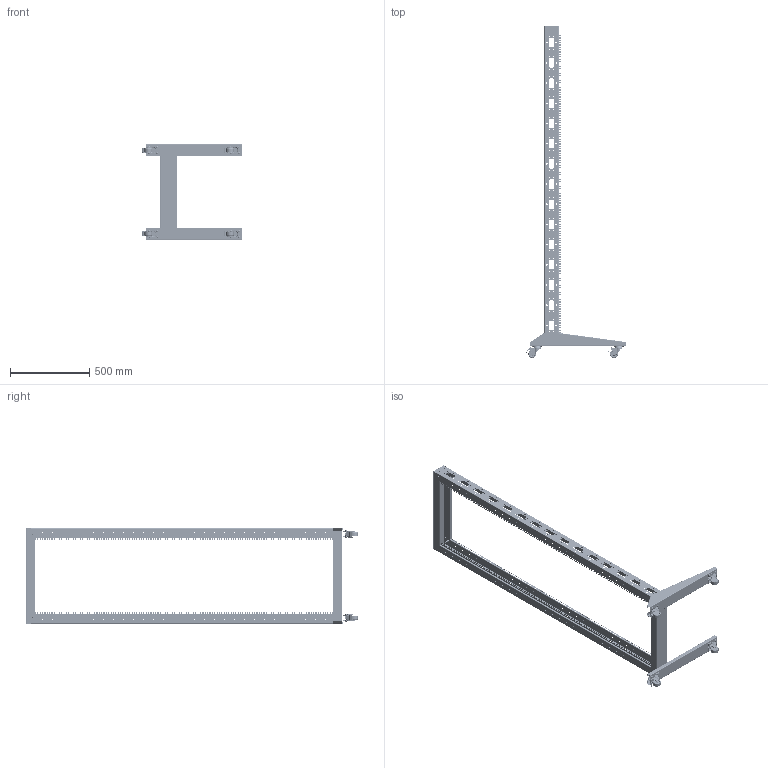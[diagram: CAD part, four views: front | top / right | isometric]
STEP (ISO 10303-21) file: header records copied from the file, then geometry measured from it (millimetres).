
FILE_DESCRIPTION (( 'STEP AP203' ), '1' );
FILE_NAME ('ÊÈÂÀ 193.00.00 ÑÁ ITK LINEA F Ñòîéêà îäíîðàìíàÿ 600õ600_42U.STEP', '2021-12-06T13:29:18', ( '' ), ( '' ), 'SwSTEP 2.0', 'SolidWorks 2017', '' );
FILE_SCHEMA (( 'CONFIG_CONTROL_DESIGN' ));
Length unit declared in the file: millimetre
Products named in the file (21): 岓臍 193.03.00-01 捘 侹蜬; ﾐ鸙韭; ÊÈÂÀ 193.01.01 Ïðîôèëü ìîíòàæíûé_42u; Hex Nut 5915_gost_ƒ ©ª  M10x1-6H.12.016 ƒŽ‘’ 5915-70; ÊÈÂÀ 193.02.00 ÑÁ Ïåðåìû÷êà; 岓臍 193.03.00 捘 侹蜬; Stud_gost_PreviewCfg; 岓臍 193.03.01-01 侹蜬; ÊÈÂÀ 193.02.01 Ïåðåìû÷êà; 砑霘馯罻 豂錒罻; 膰錼勷; Ãàéêà ôëàíöåâàÿ DIN 6923_Œ6; ÊÈÂÀ 193.00.00 ÑÁ ITK LINEA F Ñòîéêà îäíîðàìíàÿ 600õ600_42U; ÊÈÂÀ 193.01.00 ÑÁ Ïðîôèëü ìîíòàæíûé_42u; Øïèëüêà äëÿ êîíäåíñàòîðíîé ñâàðêè_Œ6å16; Ðåçüáîâàÿ çàêëåïêà ïîòàé_Œ6; Âèíò ìåáåëüíûé Din 603 8x25 îö_Œ6å20; ïëàíêà ñòîïîðà; 妈眚 镱蜞轫铋 󊬲0; 岓臍 193.03.01 侹蜬; 昜譇瘔 豂錒罻
Assembly tree (91 placements, depth 3):
  ÊÈÂÀ 193.00.00 ÑÁ ITK LINEA F Ñòîéêà îäíîðàìíàÿ 600õ600_42U
    岓臍 193.03.00 捘 侹蜬
      岓臍 193.03.01 侹蜬
      Hex Nut 5915_gost_ƒ ©ª  M10x1-6H.12.016 ƒŽ‘’ 5915-70  x2
    岓臍 193.03.00-01 捘 侹蜬
      岓臍 193.03.01-01 侹蜬
      Hex Nut 5915_gost_ƒ ©ª  M10x1-6H.12.016 ƒŽ‘’ 5915-70  x2
    ﾐ鸙韭  x4
      膰錼勷
      昜譇瘔 豂錒罻
      ïëàíêà ñòîïîðà
      砑霘馯罻 豂錒罻
      Stud_gost_PreviewCfg
    ÊÈÂÀ 193.01.00 ÑÁ Ïðîôèëü ìîíòàæíûé_42u  x2
      ÊÈÂÀ 193.01.01 Ïðîôèëü ìîíòàæíûé_42u
      Ðåçüáîâàÿ çàêëåïêà ïîòàé_Œ6
      Øïèëüêà äëÿ êîíäåíñàòîðíîé ñâàðêè_Œ6å16
    ÊÈÂÀ 193.02.00 ÑÁ Ïåðåìû÷êà  x2
      ÊÈÂÀ 193.02.01 Ïåðåìû÷êà
      Øïèëüêà äëÿ êîíäåíñàòîðíîé ñâàðêè_Œ6å16
    妈眚 镱蜞轫铋 󊬲0  x20
    Âèíò ìåáåëüíûé Din 603 8x25 îö_Œ6å20  x16
    Ãàéêà ôëàíöåâàÿ DIN 6923_Œ6  x16
Bounding box: 626.06 x 2087.35 x 602.8 mm (x, y, z)
Volume: 2153650.8 mm3; surface area: 2875993.3 mm2
Topology: 122 solids, 122 shells, 6242 faces, 16978 edges, 11072 vertices
Faces by surface type: plane 3850, cylinder 1856, cone 384, torus 64, bspline 56, sphere 32
Entity records: 84772 total; most frequent: CARTESIAN_POINT 14326, ORIENTED_EDGE 13770, DIRECTION 13319, EDGE_CURVE 6885, VECTOR 5327, LINE 5327, VERTEX_POINT 4523, AXIS2_PLACEMENT_3D 3996
